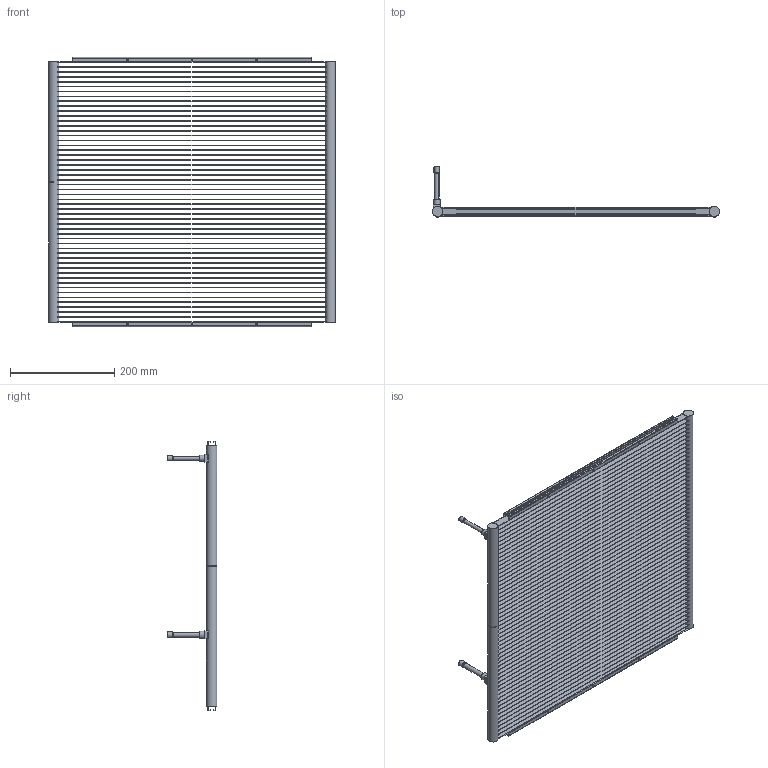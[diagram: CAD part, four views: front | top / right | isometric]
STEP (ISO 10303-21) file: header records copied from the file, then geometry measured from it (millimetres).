
FILE_DESCRIPTION(('TFLEX Exchange Step'),'2;1');
FILE_NAME('RC-1300.stp', '2023-04-05T11:03:21+03:00',('EXT0102'),('Unknown organisation'),'TFLEX Exchange 2022.1','T-FLEX CAD','Unknown authorisation');
FILE_SCHEMA( ('AUTOMOTIVE_DESIGN { 1 0 10303 214 1 1 1 1 }') );
Length unit declared in the file: millimetre
Products named in the file (1): Nodes
Bounding box: 550 x 95.5 x 515.9 mm (x, y, z)
Volume: 928251.2 mm3; surface area: 1069639.8 mm2
Topology: 1 solids, 1 shells, 315 faces, 1259 edges, 852 vertices
Faces by surface type: plane 268, cylinder 41, cone 6
Full cylindrical faces by diameter (mm): 3.2 x12, 6.54 x1, 7 x1, 7.94 x2, 8 x2, 8.12 x1, 9.34 x1, 9.52 x2, 10.92 x1, 12 x1, 14 x1, 20 x2
Entity records: 15554 total; most frequent: CARTESIAN_POINT 4461, ORIENTED_EDGE 2518, DIRECTION 2337, EDGE_CURVE 1259, VERTEX_POINT 852, AXIS2_PLACEMENT_3D 829, VECTOR 679, LINE 679
